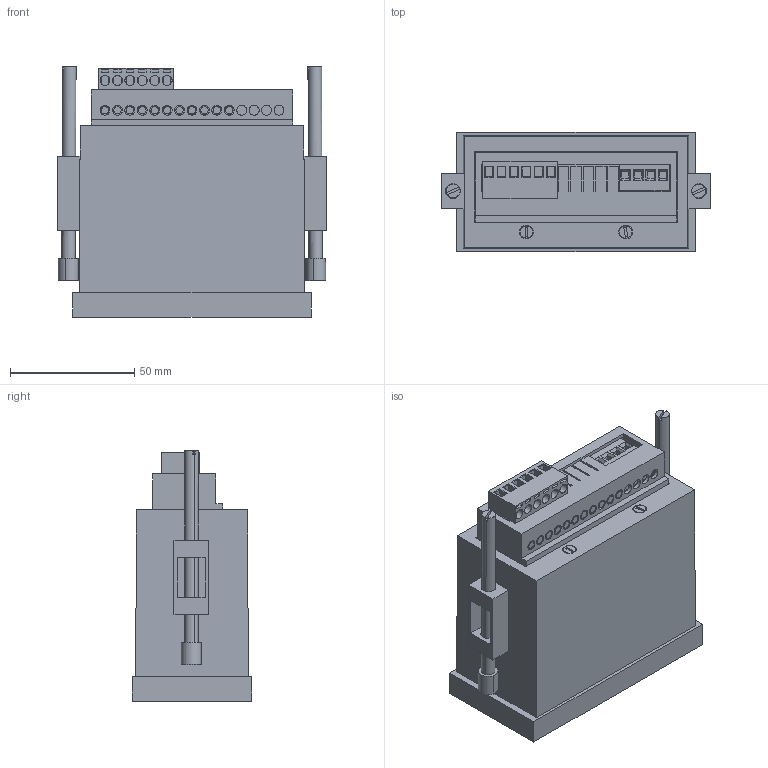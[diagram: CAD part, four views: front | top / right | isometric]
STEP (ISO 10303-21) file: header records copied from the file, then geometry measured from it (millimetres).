
FILE_DESCRIPTION (( 'STEP AP214' ), '1' );
FILE_NAME ('IC-165-07.STEP', '2022-01-17T14:34:12', ( '' ), ( '' ), 'SwSTEP 2.0', 'SolidWorks 2017', '' );
FILE_SCHEMA (( 'AUTOMOTIVE_DESIGN' ));
Length unit declared in the file: millimetre
Products named in the file (36): IC-165-EuroTermPCB; IC-165-07; Red Transparent Sheet RTS-96-01; BrassInsert; Front Plate FP-48-01; Euro Terminal5mm-Plug-In-6Way; Clamp-Plastic-1; Clamp-Metal-065; BP-48-Euro Term.; Euro fixed Terminal-4Way; Clamp-Plastic-2; Screw-smallest; Case IC-165; Screw-Countershank; Front Plate FP-48-01 with Acryalic Red; Clamp-065; Back Plate-48-Euro Terminal
Assembly tree (20 placements, depth 3):
  IC-165-EuroTermPCB
  IC-165-07
    Case IC-165
    Clamp-065  x2
      Clamp-Plastic-1
      Clamp-Metal-065
      Clamp-Plastic-2
    Back Plate-48-Euro Terminal
      BP-48-Euro Term.
      BrassInsert  x2
    Front Plate FP-48-01 with Acryalic Red
      Front Plate FP-48-01
      Red Transparent Sheet RTS-96-01
    IC-165-EuroTermPCB
    Euro Terminal5mm-Plug-In-6Way
    Euro fixed Terminal-4Way
    Screw-smallest  x2
    Screw-Countershank  x2
  Red Transparent Sheet RTS-96-01
  Front Plate FP-48-01
  Clamp-Plastic-1
Bounding box: 108.39 x 48 x 100.83 mm (x, y, z)
Volume: 92925.9 mm3; surface area: 99214.8 mm2
Topology: 19 solids, 19 shells, 849 faces, 2287 edges, 1498 vertices
Faces by surface type: plane 561, cylinder 250, cone 22, torus 8, bspline 8
Entity records: 25168 total; most frequent: CARTESIAN_POINT 4372, DIRECTION 4151, ORIENTED_EDGE 4108, EDGE_CURVE 2054, LINE 1443, VECTOR 1443, AXIS2_PLACEMENT_3D 1354, VERTEX_POINT 1349
